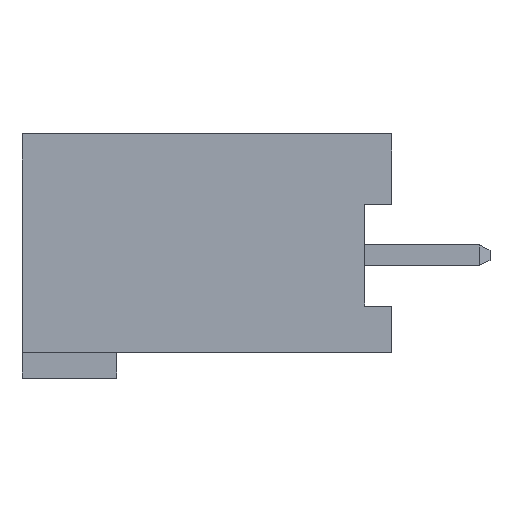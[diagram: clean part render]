
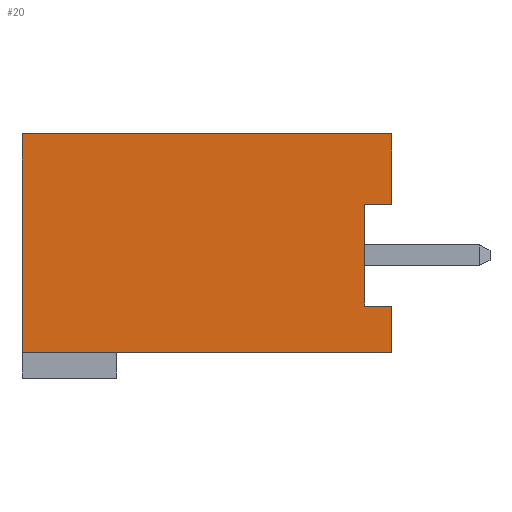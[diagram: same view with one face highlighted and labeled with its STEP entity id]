
A CAD part, left-side view. The second image highlights one B-rep face of the part: STEP entity #20.
In plain terms, the highlighted planar face has unit normal (-1, 0, 0).
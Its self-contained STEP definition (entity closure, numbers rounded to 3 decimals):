
#2 = CARTESIAN_POINT ( 'NONE',  ( 0., 10.9, 7.2 ) ) ;
#20 = ADVANCED_FACE ( 'NONE', ( #4241 ), #1344, .F. ) ;
#67 = VERTEX_POINT ( 'NONE', #2622 ) ;
#218 = EDGE_CURVE ( 'NONE', #1972, #2922, #3415, .T. ) ;
#327 = CARTESIAN_POINT ( 'NONE',  ( 0., 0.8, 5.125 ) ) ;
#364 = LINE ( 'NONE', #1908, #4667 ) ;
#397 = EDGE_CURVE ( 'NONE', #5239, #3093, #1183, .T. ) ;
#483 = DIRECTION ( 'NONE',  ( 1., 0., 0. ) ) ;
#492 = EDGE_LOOP ( 'NONE', ( #1809, #1771, #3183, #1449, #774, #5229, #2007, #4485 ) ) ;
#608 = VECTOR ( 'NONE', #4757, 1000. ) ;
#762 = CARTESIAN_POINT ( 'NONE',  ( 0., 0.8, 2.125 ) ) ;
#774 = ORIENTED_EDGE ( 'NONE', *, *, #968, .T. ) ;
#779 = DIRECTION ( 'NONE',  ( 0., 0., -1. ) ) ;
#914 = CARTESIAN_POINT ( 'NONE',  ( 0., 0., 7.2 ) ) ;
#968 = EDGE_CURVE ( 'NONE', #5239, #67, #2187, .T. ) ;
#1183 = LINE ( 'NONE', #4050, #3346 ) ;
#1344 = PLANE ( 'NONE',  #2793 ) ;
#1393 = VECTOR ( 'NONE', #779, 1000. ) ;
#1402 = CARTESIAN_POINT ( 'NONE',  ( 0., 0.8, 5.125 ) ) ;
#1449 = ORIENTED_EDGE ( 'NONE', *, *, #397, .F. ) ;
#1485 = CARTESIAN_POINT ( 'NONE',  ( 0., 0., 5.125 ) ) ;
#1697 = DIRECTION ( 'NONE',  ( 0., 0., -1. ) ) ;
#1744 = CARTESIAN_POINT ( 'NONE',  ( 0., 10.9, 7.2 ) ) ;
#1771 = ORIENTED_EDGE ( 'NONE', *, *, #5474, .T. ) ;
#1809 = ORIENTED_EDGE ( 'NONE', *, *, #2908, .F. ) ;
#1908 = CARTESIAN_POINT ( 'NONE',  ( 0., 0.8, 5.125 ) ) ;
#1960 = EDGE_CURVE ( 'NONE', #3093, #4744, #5510, .T. ) ;
#1972 = VERTEX_POINT ( 'NONE', #3751 ) ;
#1990 = VECTOR ( 'NONE', #4418, 1000. ) ;
#2007 = ORIENTED_EDGE ( 'NONE', *, *, #4922, .F. ) ;
#2187 = LINE ( 'NONE', #1744, #3182 ) ;
#2229 = VECTOR ( 'NONE', #5197, 1000. ) ;
#2239 = EDGE_CURVE ( 'NONE', #2640, #67, #3028, .T. ) ;
#2476 = VERTEX_POINT ( 'NONE', #1402 ) ;
#2622 = CARTESIAN_POINT ( 'NONE',  ( 0., 10.9, 0.75 ) ) ;
#2640 = VERTEX_POINT ( 'NONE', #4098 ) ;
#2713 = CARTESIAN_POINT ( 'NONE',  ( 0., 0., 7.2 ) ) ;
#2760 = CARTESIAN_POINT ( 'NONE',  ( 0., 0., 7.2 ) ) ;
#2793 = AXIS2_PLACEMENT_3D ( 'NONE', #914, #483, #3059 ) ;
#2908 = EDGE_CURVE ( 'NONE', #2476, #1972, #3701, .T. ) ;
#2922 = VERTEX_POINT ( 'NONE', #2948 ) ;
#2948 = CARTESIAN_POINT ( 'NONE',  ( 0., 0., 2.125 ) ) ;
#3028 = LINE ( 'NONE', #3337, #608 ) ;
#3059 = DIRECTION ( 'NONE',  ( 0., 0., -1. ) ) ;
#3093 = VERTEX_POINT ( 'NONE', #2760 ) ;
#3182 = VECTOR ( 'NONE', #1697, 1000. ) ;
#3183 = ORIENTED_EDGE ( 'NONE', *, *, #1960, .F. ) ;
#3274 = VECTOR ( 'NONE', #3315, 1000. ) ;
#3315 = DIRECTION ( 'NONE',  ( 0., -1., 0. ) ) ;
#3337 = CARTESIAN_POINT ( 'NONE',  ( 0., 0., 0.75 ) ) ;
#3346 = VECTOR ( 'NONE', #4403, 1000. ) ;
#3415 = LINE ( 'NONE', #762, #3274 ) ;
#3701 = LINE ( 'NONE', #327, #1393 ) ;
#3751 = CARTESIAN_POINT ( 'NONE',  ( 0., 0.8, 2.125 ) ) ;
#3760 = CARTESIAN_POINT ( 'NONE',  ( 0., 0., 7.2 ) ) ;
#4050 = CARTESIAN_POINT ( 'NONE',  ( 0., 0., 7.2 ) ) ;
#4098 = CARTESIAN_POINT ( 'NONE',  ( 0., 0., 0.75 ) ) ;
#4241 = FACE_OUTER_BOUND ( 'NONE', #492, .T. ) ;
#4266 = LINE ( 'NONE', #2713, #1990 ) ;
#4403 = DIRECTION ( 'NONE',  ( 0., -1., 0. ) ) ;
#4418 = DIRECTION ( 'NONE',  ( 0., 0., -1. ) ) ;
#4485 = ORIENTED_EDGE ( 'NONE', *, *, #218, .F. ) ;
#4667 = VECTOR ( 'NONE', #5331, 1000. ) ;
#4744 = VERTEX_POINT ( 'NONE', #1485 ) ;
#4757 = DIRECTION ( 'NONE',  ( 0., 1., 0. ) ) ;
#4922 = EDGE_CURVE ( 'NONE', #2922, #2640, #4266, .T. ) ;
#5197 = DIRECTION ( 'NONE',  ( 0., 0., -1. ) ) ;
#5229 = ORIENTED_EDGE ( 'NONE', *, *, #2239, .F. ) ;
#5239 = VERTEX_POINT ( 'NONE', #2 ) ;
#5331 = DIRECTION ( 'NONE',  ( 0., -1., 0. ) ) ;
#5474 = EDGE_CURVE ( 'NONE', #2476, #4744, #364, .T. ) ;
#5510 = LINE ( 'NONE', #3760, #2229 ) ;
